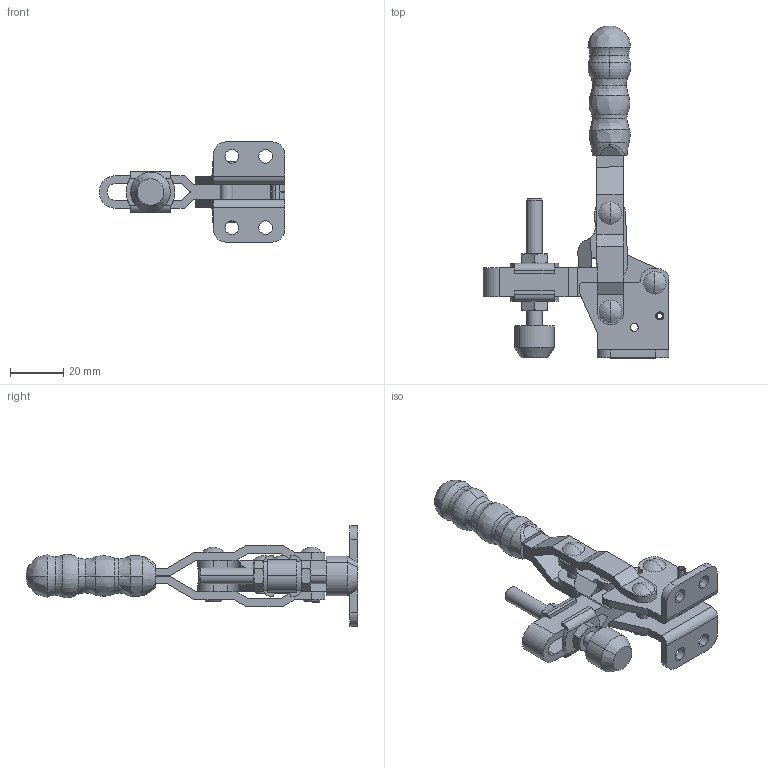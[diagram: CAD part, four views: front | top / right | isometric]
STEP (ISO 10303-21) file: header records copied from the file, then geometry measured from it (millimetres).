
FILE_DESCRIPTION (( 'STEP AP214' ), '1' );
FILE_NAME ('GH-11502-BB.STEP', '2020-10-21T09:32:59', ( 'LinWei' ), ( '' ), 'SwSTEP 2.0', 'SolidWorks 2016', '' );
FILE_SCHEMA (( 'AUTOMOTIVE_DESIGN' ));
Length unit declared in the file: millimetre
Products named in the file (15): 11501-c pin; 11501-c grip; Revit-3.0-4_D4.8-L18.16; Revit-3.0-4_D4.8-L12.0; 鏡射鏡射111502B05; 111502B01; 鏡射111502B05; GH-11502-BB; GH-NC-06; 鏡射111502B13; 111502B13; GH-SA-065010; Hexagon Nut_3_JIS_JIS B 1181 Hexagon nut - Class 3 Finished M6 --N; fw1401; 111502B08
Assembly tree (18 placements, depth 2):
  GH-11502-BB
    鏡射111502B05
    111502B01
    鏡射鏡射111502B05
    Revit-3.0-4_D4.8-L12.0  x2
    Revit-3.0-4_D4.8-L18.16  x2
    11501-c grip
    11501-c pin
    111502B08
    fw1401  x2
    Hexagon Nut_3_JIS_JIS B 1181 Hexagon nut - Class 3 Finished M6 --N  x2
    GH-SA-065010
    111502B13
    鏡射111502B13
    GH-NC-06
Bounding box: 70 x 125.01 x 37.8 mm (x, y, z)
Volume: 26269.7 mm3; surface area: 28438.2 mm2
Topology: 18 solids, 19 shells, 419 faces, 1062 edges, 672 vertices
Faces by surface type: plane 163, cylinder 153, cone 51, bspline 46, torus 6
Entity records: 12500 total; most frequent: CARTESIAN_POINT 3545, DIRECTION 1751, ORIENTED_EDGE 1727, EDGE_CURVE 878, AXIS2_PLACEMENT_3D 662, VERTEX_POINT 570, VECTOR 427, LINE 427
